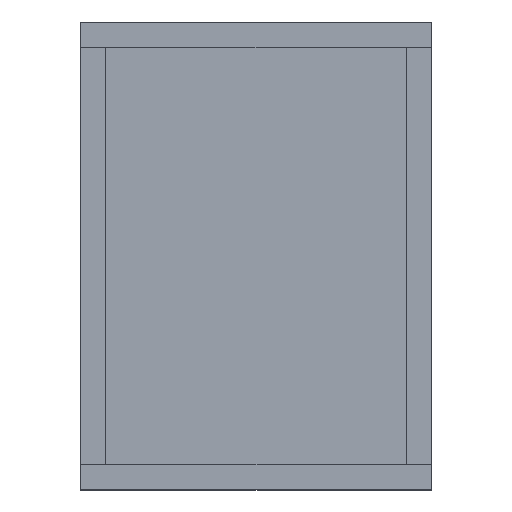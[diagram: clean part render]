
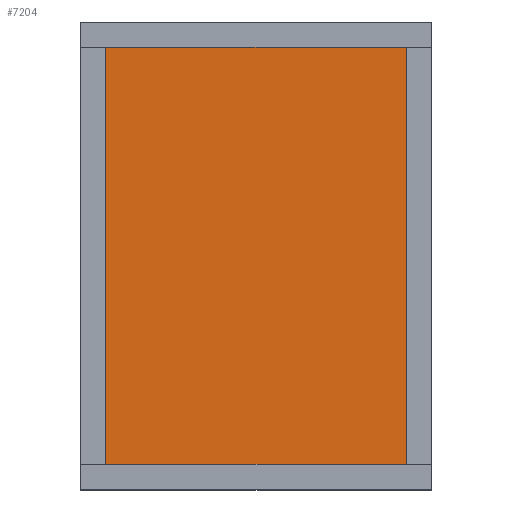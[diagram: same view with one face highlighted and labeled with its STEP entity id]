
A CAD part, top view. The second image highlights one B-rep face of the part: STEP entity #7204.
In plain terms, the highlighted planar face has unit normal (0, 0, 1).
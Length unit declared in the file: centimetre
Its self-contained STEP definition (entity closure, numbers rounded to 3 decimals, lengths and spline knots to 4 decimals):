
#580=FACE_OUTER_BOUND('',#964,.T.);
#964=EDGE_LOOP('',(#5893,#5894,#5895,#5896));
#1649=LINE('',#11969,#2465);
#1654=LINE('',#11979,#2470);
#1658=LINE('',#11987,#2474);
#1662=LINE('',#11993,#2478);
#2465=VECTOR('',#9137,1.);
#2470=VECTOR('',#9144,1.);
#2474=VECTOR('',#9150,1.);
#2478=VECTOR('',#9156,1.);
#3218=VERTEX_POINT('',#11966);
#3219=VERTEX_POINT('',#11968);
#3223=VERTEX_POINT('',#11977);
#3226=VERTEX_POINT('',#11986);
#4147=EDGE_CURVE('',#3218,#3219,#1649,.T.);
#4152=EDGE_CURVE('',#3223,#3218,#1654,.T.);
#4156=EDGE_CURVE('',#3219,#3226,#1658,.T.);
#4160=EDGE_CURVE('',#3226,#3223,#1662,.T.);
#5893=ORIENTED_EDGE('',*,*,#4156,.F.);
#5894=ORIENTED_EDGE('',*,*,#4147,.F.);
#5895=ORIENTED_EDGE('',*,*,#4152,.F.);
#5896=ORIENTED_EDGE('',*,*,#4160,.F.);
#6865=PLANE('',#7738);
#7204=ADVANCED_FACE('',(#580),#6865,.T.);
#7738=AXIS2_PLACEMENT_3D('',#11994,#9157,#9158);
#9137=DIRECTION('',(1.,0.,0.));
#9144=DIRECTION('',(0.,1.,0.));
#9150=DIRECTION('',(0.,-1.,0.));
#9156=DIRECTION('',(-1.,0.,0.));
#9157=DIRECTION('center_axis',(0.,0.,
1.));
#9158=DIRECTION('ref_axis',(-1.,0.,0.));
#11966=CARTESIAN_POINT('',(-0.77,1.07,3.017));
#11968=CARTESIAN_POINT('',(0.77,1.07,3.017));
#11969=CARTESIAN_POINT('',(0.77,1.07,3.017));
#11977=CARTESIAN_POINT('',(-0.77,-1.07,3.017));
#11979=CARTESIAN_POINT('',(-0.77,1.07,3.017));
#11986=CARTESIAN_POINT('',(0.77,-1.07,3.017));
#11987=CARTESIAN_POINT('',(0.77,-1.07,3.017));
#11993=CARTESIAN_POINT('',(-0.77,-1.07,3.017));
#11994=CARTESIAN_POINT('Origin',(0.,0.,
3.017));
